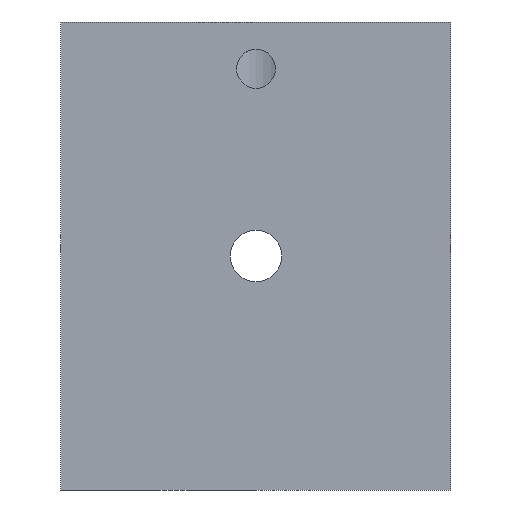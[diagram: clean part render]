
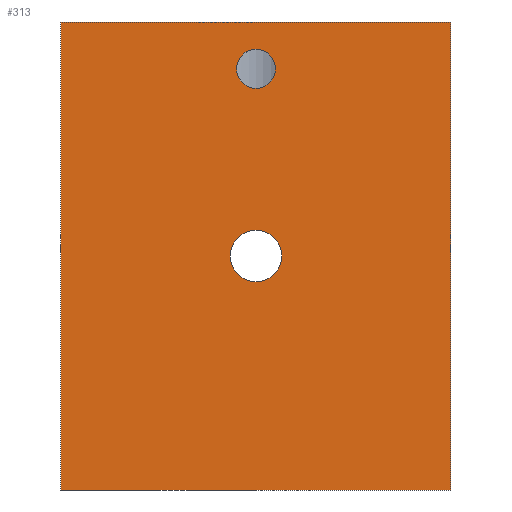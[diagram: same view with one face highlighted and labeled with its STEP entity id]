
A CAD part, front view. The second image highlights one B-rep face of the part: STEP entity #313.
In plain terms, the highlighted planar face has unit normal (0, -1, 0).
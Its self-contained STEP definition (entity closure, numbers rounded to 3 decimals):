
#3 = AXIS2_PLACEMENT_3D ( 'NONE', #13, #349, #53 ) ;
#13 = CARTESIAN_POINT ( 'NONE',  ( -0.619, 0., 4.79 ) ) ;
#15 = CARTESIAN_POINT ( 'NONE',  ( -13.119, 0., 19.79 ) ) ;
#24 = DIRECTION ( 'NONE',  ( 0., -1., 0. ) ) ;
#28 = CARTESIAN_POINT ( 'NONE',  ( -0.619, 0., 6.44 ) ) ;
#29 = VERTEX_POINT ( 'NONE', #28 ) ;
#36 = ORIENTED_EDGE ( 'NONE', *, *, #328, .F. ) ;
#50 = VECTOR ( 'NONE', #129, 1000. ) ;
#53 = DIRECTION ( 'NONE',  ( 0., 0., -1. ) ) ;
#54 = ORIENTED_EDGE ( 'NONE', *, *, #329, .F. ) ;
#60 = CARTESIAN_POINT ( 'NONE',  ( -0.619, 0., 16.79 ) ) ;
#67 = VERTEX_POINT ( 'NONE', #482 ) ;
#90 = LINE ( 'NONE', #471, #354 ) ;
#95 = ORIENTED_EDGE ( 'NONE', *, *, #348, .F. ) ;
#96 = DIRECTION ( 'NONE',  ( 0., 0., 1. ) ) ;
#115 = CARTESIAN_POINT ( 'NONE',  ( -13.119, 0., -10.21 ) ) ;
#119 = ORIENTED_EDGE ( 'NONE', *, *, #136, .F. ) ;
#129 = DIRECTION ( 'NONE',  ( 0., 0., -1. ) ) ;
#131 = DIRECTION ( 'NONE',  ( -1., 0., 0. ) ) ;
#136 = EDGE_CURVE ( 'NONE', #352, #395, #267, .T. ) ;
#142 = CIRCLE ( 'NONE', #3, 1.65 ) ;
#148 = FACE_OUTER_BOUND ( 'NONE', #246, .T. ) ;
#158 = FACE_BOUND ( 'NONE', #332, .T. ) ;
#163 = VERTEX_POINT ( 'NONE', #223 ) ;
#168 = DIRECTION ( 'NONE',  ( 0., 0., -1. ) ) ;
#173 = EDGE_CURVE ( 'NONE', #395, #259, #184, .T. ) ;
#180 = VECTOR ( 'NONE', #414, 1000. ) ;
#184 = LINE ( 'NONE', #451, #297 ) ;
#189 = CIRCLE ( 'NONE', #392, 1.65 ) ;
#204 = CIRCLE ( 'NONE', #399, 1.25 ) ;
#210 = CARTESIAN_POINT ( 'NONE',  ( -0.619, 0., 3.14 ) ) ;
#223 = CARTESIAN_POINT ( 'NONE',  ( -0.619, 0., 15.54 ) ) ;
#226 = DIRECTION ( 'NONE',  ( 1., 0., 0. ) ) ;
#233 = CARTESIAN_POINT ( 'NONE',  ( 11.881, 0., 19.79 ) ) ;
#246 = EDGE_LOOP ( 'NONE', ( #119, #36, #95, #469 ) ) ;
#251 = FACE_BOUND ( 'NONE', #406, .T. ) ;
#254 = DIRECTION ( 'NONE',  ( 0., 0., -1. ) ) ;
#259 = VERTEX_POINT ( 'NONE', #233 ) ;
#260 = ORIENTED_EDGE ( 'NONE', *, *, #489, .F. ) ;
#267 = LINE ( 'NONE', #115, #180 ) ;
#277 = CARTESIAN_POINT ( 'NONE',  ( 11.881, 0., -10.21 ) ) ;
#280 = CARTESIAN_POINT ( 'NONE',  ( -0.619, 0., 4.79 ) ) ;
#281 = DIRECTION ( 'NONE',  ( 0., -1., 0. ) ) ;
#288 = CARTESIAN_POINT ( 'NONE',  ( -0.619, 0., 16.79 ) ) ;
#297 = VECTOR ( 'NONE', #226, 1000. ) ;
#308 = PLANE ( 'NONE',  #485 ) ;
#313 = ADVANCED_FACE ( 'NONE', ( #158, #251, #148 ), #308, .F. ) ;
#314 = CARTESIAN_POINT ( 'NONE',  ( -13.119, 0., -10.21 ) ) ;
#315 = LINE ( 'NONE', #277, #50 ) ;
#328 = EDGE_CURVE ( 'NONE', #67, #352, #90, .T. ) ;
#329 = EDGE_CURVE ( 'NONE', #29, #364, #142, .T. ) ;
#332 = EDGE_LOOP ( 'NONE', ( #363, #260 ) ) ;
#347 = DIRECTION ( 'NONE',  ( 0., 0., -1. ) ) ;
#348 = EDGE_CURVE ( 'NONE', #259, #67, #315, .T. ) ;
#349 = DIRECTION ( 'NONE',  ( 0., -1., 0. ) ) ;
#352 = VERTEX_POINT ( 'NONE', #314 ) ;
#354 = VECTOR ( 'NONE', #131, 1000. ) ;
#363 = ORIENTED_EDGE ( 'NONE', *, *, #439, .F. ) ;
#364 = VERTEX_POINT ( 'NONE', #210 ) ;
#380 = VERTEX_POINT ( 'NONE', #390 ) ;
#389 = DIRECTION ( 'NONE',  ( 0., 1., 0. ) ) ;
#390 = CARTESIAN_POINT ( 'NONE',  ( -0.619, 0., 18.04 ) ) ;
#392 = AXIS2_PLACEMENT_3D ( 'NONE', #280, #281, #347 ) ;
#395 = VERTEX_POINT ( 'NONE', #15 ) ;
#398 = DIRECTION ( 'NONE',  ( 0., -1., 0. ) ) ;
#399 = AXIS2_PLACEMENT_3D ( 'NONE', #60, #398, #254 ) ;
#403 = EDGE_CURVE ( 'NONE', #364, #29, #189, .T. ) ;
#406 = EDGE_LOOP ( 'NONE', ( #424, #54 ) ) ;
#414 = DIRECTION ( 'NONE',  ( 0., 0., 1. ) ) ;
#415 = CARTESIAN_POINT ( 'NONE',  ( 0., 0., 0. ) ) ;
#416 = AXIS2_PLACEMENT_3D ( 'NONE', #288, #24, #168 ) ;
#424 = ORIENTED_EDGE ( 'NONE', *, *, #403, .F. ) ;
#439 = EDGE_CURVE ( 'NONE', #163, #380, #478, .T. ) ;
#451 = CARTESIAN_POINT ( 'NONE',  ( -13.119, 0., 19.79 ) ) ;
#469 = ORIENTED_EDGE ( 'NONE', *, *, #173, .F. ) ;
#471 = CARTESIAN_POINT ( 'NONE',  ( -13.119, 0., -10.21 ) ) ;
#478 = CIRCLE ( 'NONE', #416, 1.25 ) ;
#482 = CARTESIAN_POINT ( 'NONE',  ( 11.881, 0., -10.21 ) ) ;
#485 = AXIS2_PLACEMENT_3D ( 'NONE', #415, #389, #96 ) ;
#489 = EDGE_CURVE ( 'NONE', #380, #163, #204, .T. ) ;
